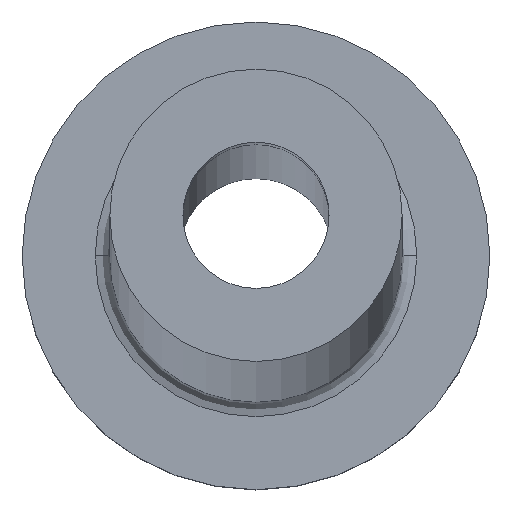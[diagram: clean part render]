
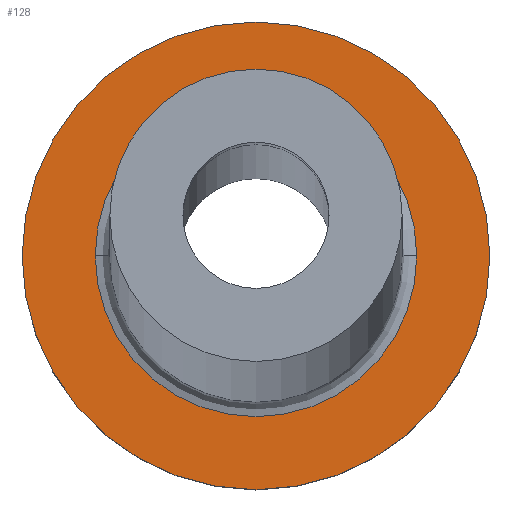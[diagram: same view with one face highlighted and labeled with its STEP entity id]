
A CAD part, top view. The second image highlights one B-rep face of the part: STEP entity #128.
In plain terms, the highlighted planar face has unit normal (0, 0, 1).
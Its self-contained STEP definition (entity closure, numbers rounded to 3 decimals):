
#29 = PLANE ( 'NONE',  #95 ) ;
#44 = CARTESIAN_POINT ( 'NONE',  ( 8., 0., 5. ) ) ;
#50 = CARTESIAN_POINT ( 'NONE',  ( 0., 0., 5. ) ) ;
#65 = FACE_OUTER_BOUND ( 'NONE', #433, .T. ) ;
#93 = EDGE_LOOP ( 'NONE', ( #303, #157 ) ) ;
#95 = AXIS2_PLACEMENT_3D ( 'NONE', #447, #131, #267 ) ;
#97 = AXIS2_PLACEMENT_3D ( 'NONE', #354, #195, #327 ) ;
#117 = DIRECTION ( 'NONE',  ( 0., 0., 1. ) ) ;
#118 = CARTESIAN_POINT ( 'NONE',  ( 0., 0., 5. ) ) ;
#123 = VERTEX_POINT ( 'NONE', #204 ) ;
#126 = AXIS2_PLACEMENT_3D ( 'NONE', #214, #390, #313 ) ;
#128 = ADVANCED_FACE ( 'NONE', ( #265, #65 ), #29, .T. ) ;
#131 = DIRECTION ( 'NONE',  ( 0., 0., 1. ) ) ;
#146 = CARTESIAN_POINT ( 'NONE',  ( -5.5, 0., 5. ) ) ;
#157 = ORIENTED_EDGE ( 'NONE', *, *, #179, .T. ) ;
#179 = EDGE_CURVE ( 'NONE', #227, #123, #318, .T. ) ;
#181 = AXIS2_PLACEMENT_3D ( 'NONE', #118, #257, #399 ) ;
#191 = DIRECTION ( 'NONE',  ( 1., 0., 0. ) ) ;
#195 = DIRECTION ( 'NONE',  ( 0., 0., -1. ) ) ;
#204 = CARTESIAN_POINT ( 'NONE',  ( 5.5, 0., 5. ) ) ;
#214 = CARTESIAN_POINT ( 'NONE',  ( 0., 0., 5. ) ) ;
#227 = VERTEX_POINT ( 'NONE', #146 ) ;
#247 = CIRCLE ( 'NONE', #319, 8. ) ;
#255 = CIRCLE ( 'NONE', #97, 5.5 ) ;
#257 = DIRECTION ( 'NONE',  ( 0., 0., 1. ) ) ;
#265 = FACE_BOUND ( 'NONE', #93, .T. ) ;
#267 = DIRECTION ( 'NONE',  ( 1., 0., 0. ) ) ;
#268 = VERTEX_POINT ( 'NONE', #44 ) ;
#303 = ORIENTED_EDGE ( 'NONE', *, *, #403, .T. ) ;
#313 = DIRECTION ( 'NONE',  ( 1., 0., 0. ) ) ;
#318 = CIRCLE ( 'NONE', #126, 5.5 ) ;
#319 = AXIS2_PLACEMENT_3D ( 'NONE', #50, #117, #191 ) ;
#327 = DIRECTION ( 'NONE',  ( 1., 0., 0. ) ) ;
#328 = VERTEX_POINT ( 'NONE', #440 ) ;
#349 = CIRCLE ( 'NONE', #181, 8. ) ;
#354 = CARTESIAN_POINT ( 'NONE',  ( 0., 0., 5. ) ) ;
#382 = ORIENTED_EDGE ( 'NONE', *, *, #427, .T. ) ;
#390 = DIRECTION ( 'NONE',  ( 0., 0., -1. ) ) ;
#399 = DIRECTION ( 'NONE',  ( 1., 0., 0. ) ) ;
#403 = EDGE_CURVE ( 'NONE', #123, #227, #255, .T. ) ;
#413 = ORIENTED_EDGE ( 'NONE', *, *, #449, .T. ) ;
#427 = EDGE_CURVE ( 'NONE', #268, #328, #247, .T. ) ;
#433 = EDGE_LOOP ( 'NONE', ( #413, #382 ) ) ;
#440 = CARTESIAN_POINT ( 'NONE',  ( -8., 0., 5. ) ) ;
#447 = CARTESIAN_POINT ( 'NONE',  ( 0., 0., 5. ) ) ;
#449 = EDGE_CURVE ( 'NONE', #328, #268, #349, .T. ) ;
